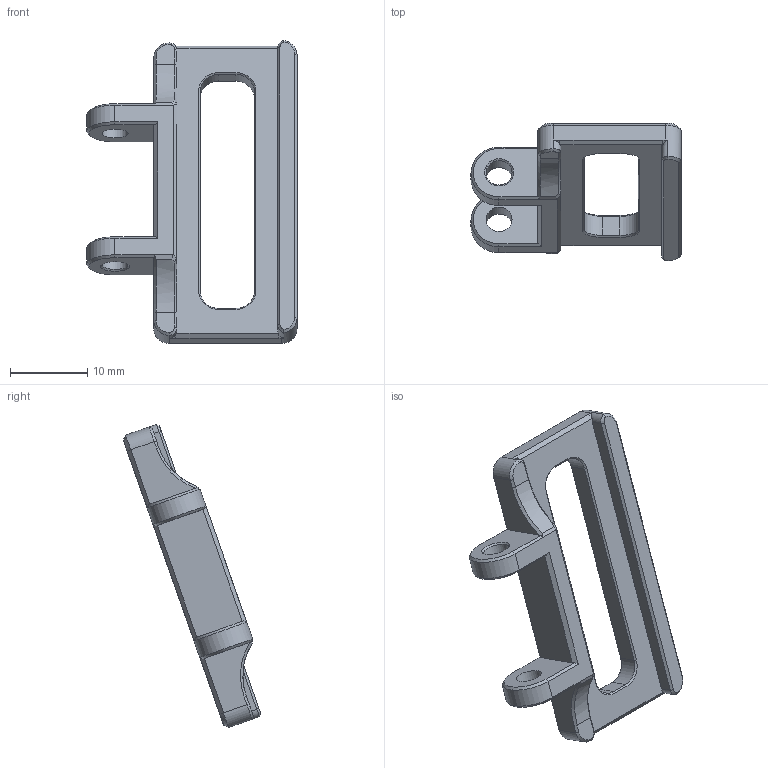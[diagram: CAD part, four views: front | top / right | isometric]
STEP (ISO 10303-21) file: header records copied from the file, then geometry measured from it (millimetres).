
FILE_DESCRIPTION(/* description */ (''),/* implementation_level */ '2;1');
FILE_NAME(/* name */ 'Pivot M-Lok (anodisation 0.07mm).step',/* time_stamp */ '2023-06-06T15:38:25+02:00',/* author */ (''),/* organization */ (''),/* preprocessor_version */ 'ST-DEVELOPER v19.2',/* originating_system */ 'Autodesk Translation Framework v12.6.0.85',/* authorisation */ '');
FILE_SCHEMA (('AUTOMOTIVE_DESIGN { 1 0 10303 214 3 1 1 }'));
Length unit declared in the file: millimetre
Products named in the file (3): accessoires sur rail v5; v5 sur rotule; M-LOK
Assembly tree (2 placements, depth 3):
  accessoires sur rail v5
    v5 sur rotule
      M-LOK
Bounding box: 27.11 x 17.73 x 39.1 mm (x, y, z)
Volume: 2342.1 mm3; surface area: 2244.7 mm2
Topology: 1 solids, 1 shells, 130 faces, 323 edges, 196 vertices
Faces by surface type: plane 74, cone 32, cylinder 18, bspline 6
Full cylindrical faces by diameter (mm): 3.34 x2
Entity records: 4023 total; most frequent: CARTESIAN_POINT 882, ORIENTED_EDGE 646, DIRECTION 617, EDGE_CURVE 323, LINE 221, VECTOR 221, AXIS2_PLACEMENT_3D 198, VERTEX_POINT 196
